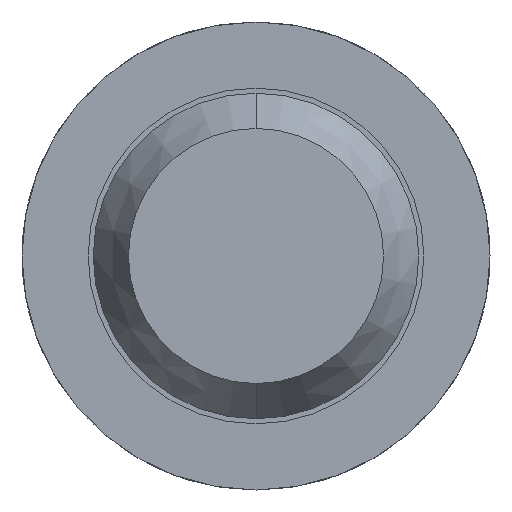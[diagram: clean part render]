
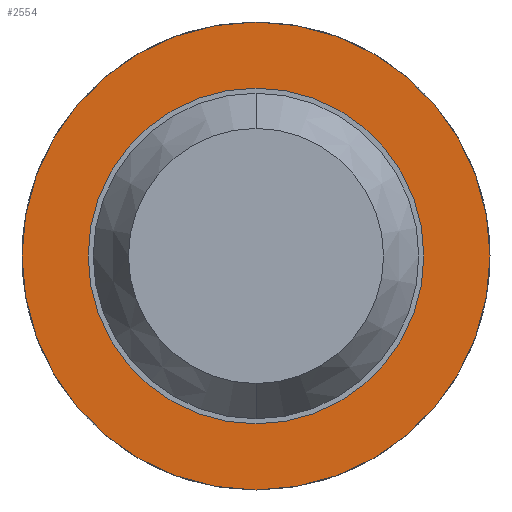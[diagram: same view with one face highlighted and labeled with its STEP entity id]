
A CAD part, front view. The second image highlights one B-rep face of the part: STEP entity #2554.
In plain terms, the highlighted planar face has unit normal (0, -1, 0).
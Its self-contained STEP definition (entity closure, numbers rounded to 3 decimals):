
#550 = AXIS2_PLACEMENT_3D ( 'NONE', #1063, #1635, #1391 ) ;
#595 = ORIENTED_EDGE ( 'NONE', *, *, #3572, .T. ) ;
#624 = AXIS2_PLACEMENT_3D ( 'NONE', #3681, #1142, #792 ) ;
#697 = DIRECTION ( 'NONE',  ( 0., 0., 1. ) ) ;
#734 = PLANE ( 'NONE',  #2673 ) ;
#751 = AXIS2_PLACEMENT_3D ( 'NONE', #1152, #841, #1128 ) ;
#792 = DIRECTION ( 'NONE',  ( 0., 0., 1. ) ) ;
#824 = CARTESIAN_POINT ( 'NONE',  ( 0., -1.7, 0. ) ) ;
#841 = DIRECTION ( 'NONE',  ( 0., 1., 0. ) ) ;
#1063 = CARTESIAN_POINT ( 'NONE',  ( 0., -1.7, 0. ) ) ;
#1127 = DIRECTION ( 'NONE',  ( 0., 0., 1. ) ) ;
#1128 = DIRECTION ( 'NONE',  ( 0., 0., 1. ) ) ;
#1142 = DIRECTION ( 'NONE',  ( 0., 1., 0. ) ) ;
#1152 = CARTESIAN_POINT ( 'NONE',  ( 0., -1.7, 0. ) ) ;
#1391 = DIRECTION ( 'NONE',  ( 0., 0., 1. ) ) ;
#1635 = DIRECTION ( 'NONE',  ( 0., 1., 0. ) ) ;
#1661 = CARTESIAN_POINT ( 'NONE',  ( 0., -1.7, -0.825 ) ) ;
#1935 = VERTEX_POINT ( 'NONE', #3590 ) ;
#2018 = FACE_OUTER_BOUND ( 'NONE', #3084, .T. ) ;
#2135 = ORIENTED_EDGE ( 'NONE', *, *, #2380, .F. ) ;
#2138 = CIRCLE ( 'NONE', #751, 1.15 ) ;
#2234 = EDGE_LOOP ( 'NONE', ( #3765, #595 ) ) ;
#2252 = CARTESIAN_POINT ( 'NONE',  ( 0., -1.7, 0.825 ) ) ;
#2380 = EDGE_CURVE ( 'Defeature ausgef�hrt2_6+Defeature ausgef�hrt2_13+Defeature ausgef�hrt2_13+Defeature ausgef�hrt2_13', #2549, #1935, #2537, .T. ) ;
#2418 = CIRCLE ( 'NONE', #624, 0.825 ) ;
#2537 = CIRCLE ( 'NONE', #3059, 1.15 ) ;
#2549 = VERTEX_POINT ( 'NONE', #3578 ) ;
#2554 = ADVANCED_FACE ( 'Defeature ausgef�hrt2_13', ( #2018, #3933 ), #734, .F. ) ;
#2673 = AXIS2_PLACEMENT_3D ( 'NONE', #2969, #3847, #697 ) ;
#2741 = CIRCLE ( 'NONE', #550, 0.825 ) ;
#2969 = CARTESIAN_POINT ( 'NONE',  ( 0.825, -1.7, 0. ) ) ;
#3059 = AXIS2_PLACEMENT_3D ( 'NONE', #824, #3978, #1127 ) ;
#3084 = EDGE_LOOP ( 'NONE', ( #3998, #2135 ) ) ;
#3250 = VERTEX_POINT ( 'NONE', #1661 ) ;
#3410 = EDGE_CURVE ( 'Defeature ausgef�hrt2_6+Defeature ausgef�hrt2_13+Defeature ausgef�hrt2_13+Defeature ausgef�hrt2_13', #1935, #2549, #2138, .T. ) ;
#3520 = VERTEX_POINT ( 'NONE', #2252 ) ;
#3572 = EDGE_CURVE ( 'Defeature ausgef�hrt2_13+Defeature ausgef�hrt2_12+Defeature ausgef�hrt2_12+Defeature ausgef�hrt2_12', #3250, #3520, #2741, .T. ) ;
#3578 = CARTESIAN_POINT ( 'NONE',  ( 0., -1.7, -1.15 ) ) ;
#3590 = CARTESIAN_POINT ( 'NONE',  ( 0., -1.7, 1.15 ) ) ;
#3681 = CARTESIAN_POINT ( 'NONE',  ( 0., -1.7, 0. ) ) ;
#3765 = ORIENTED_EDGE ( 'NONE', *, *, #4011, .T. ) ;
#3847 = DIRECTION ( 'NONE',  ( 0., 1., 0. ) ) ;
#3933 = FACE_BOUND ( 'NONE', #2234, .T. ) ;
#3978 = DIRECTION ( 'NONE',  ( 0., 1., 0. ) ) ;
#3998 = ORIENTED_EDGE ( 'NONE', *, *, #3410, .F. ) ;
#4011 = EDGE_CURVE ( 'Defeature ausgef�hrt2_13+Defeature ausgef�hrt2_12+Defeature ausgef�hrt2_12+Defeature ausgef�hrt2_12', #3520, #3250, #2418, .T. ) ;
